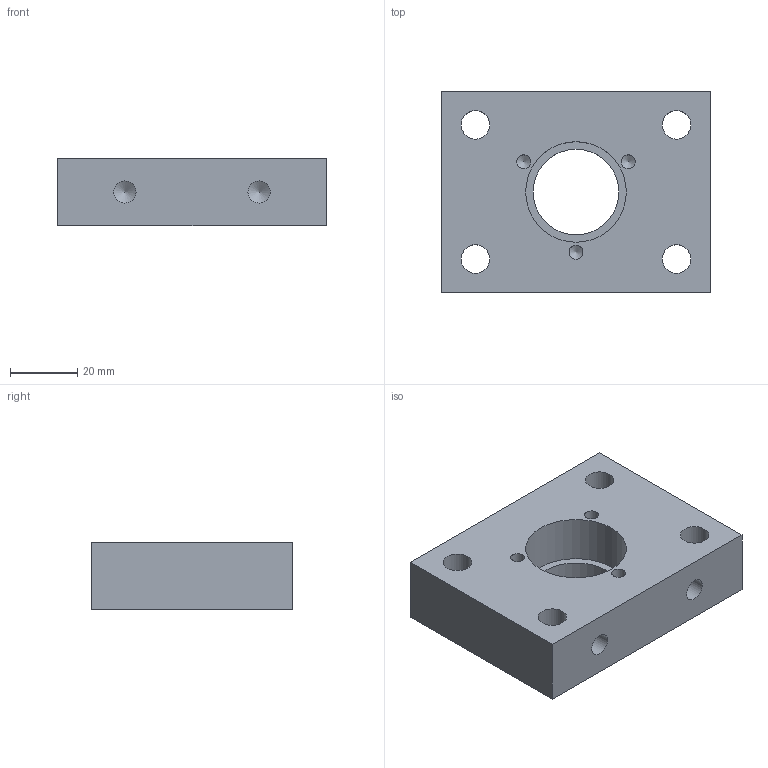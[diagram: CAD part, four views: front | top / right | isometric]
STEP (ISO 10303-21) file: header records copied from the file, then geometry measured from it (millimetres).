
FILE_DESCRIPTION(/* description */ ('Alibre Inc.'),/* implementation_level */ '2;1');
FILE_NAME(/* name */ 'export0',/* time_stamp */ '2011-06-24T09:49:05+02:00',/* author */ (''),/* organization */ (''),/* preprocessor_version */ 'ST-DEVELOPER v12',/* originating_system */ 'Alibre',/* authorisation */ '');
FILE_SCHEMA (('CONFIG_CONTROL_DESIGN'));
Length unit declared in the file: centimetre
Products named in the file (1): 830
Bounding box: 80 x 60 x 20 mm (x, y, z)
Volume: 76317 mm3; surface area: 19145 mm2
Topology: 1 solids, 1 shells, 23 faces, 56 edges, 36 vertices
Faces by surface type: cylinder 11, plane 7, cone 5
Full cylindrical faces by diameter (mm): 4.134 x3, 6.647 x2, 8.5 x4, 25.5 x1, 30 x1
Entity records: 664 total; most frequent: DIRECTION 95, CARTESIAN_POINT 92, ORIENTED_EDGE 68, FACE_BOUND 55, EDGE_LOOP 50, AXIS2_PLACEMENT_3D 45, VERTEX_POINT 35, EDGE_CURVE 34
